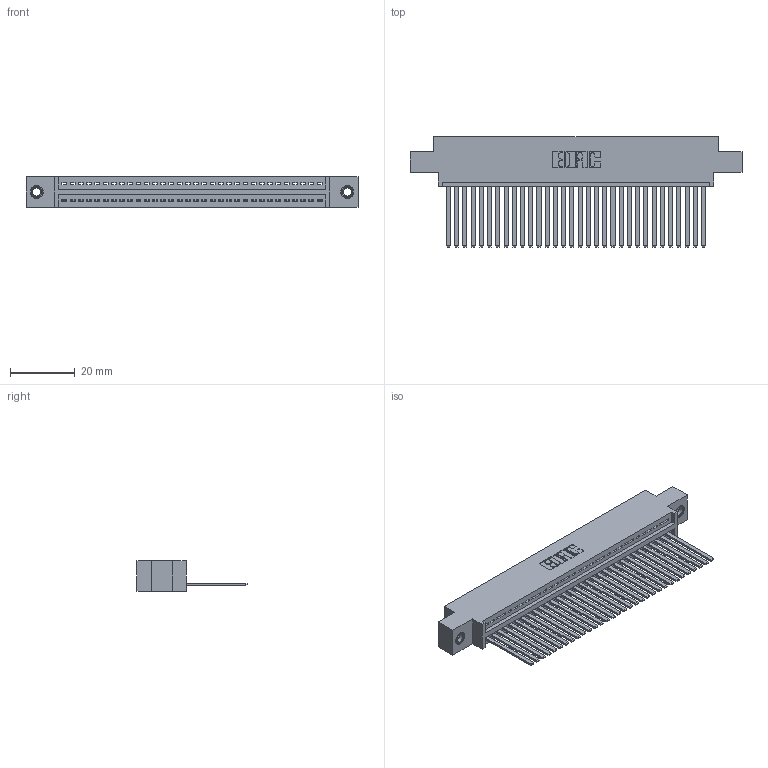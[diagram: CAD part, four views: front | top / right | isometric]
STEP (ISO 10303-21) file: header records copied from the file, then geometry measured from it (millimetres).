
FILE_DESCRIPTION (( 'STEP AP203' ), '1' );
FILE_NAME ('395-032-544-607.STEP', '2019-10-19T14:55:43', ( '' ), ( '' ), 'SwSTEP 2.0', 'SolidWorks 2016', '' );
FILE_SCHEMA (( 'CONFIG_CONTROL_DESIGN' ));
Length unit declared in the file: inch
Products named in the file (4): 345 Part_0.170 Offset - 0.156 Dia-TI; 345-292-001_345-293-144; 345-250-001_345-250-005-103; 395-032-544-607
Assembly tree (35 placements, depth 2):
  395-032-544-607
    345 Part_0.170 Offset - 0.156 Dia-TI
    345-292-001_345-293-144  x32
    345-250-001_345-250-005-103  x2
Bounding box: 102.49 x 33.96 x 9.4 mm (x, y, z)
Volume: 9896.3 mm3; surface area: 14287.1 mm2
Topology: 35 solids, 35 shells, 1854 faces, 5545 edges, 3646 vertices
Faces by surface type: plane 1268, cylinder 570, cone 12, torus 4
Entity records: 26564 total; most frequent: CARTESIAN_POINT 4583, ORIENTED_EDGE 4542, DIRECTION 4041, EDGE_CURVE 2271, LINE 1995, VECTOR 1995, VERTEX_POINT 1508, AXIS2_PLACEMENT_3D 1023
